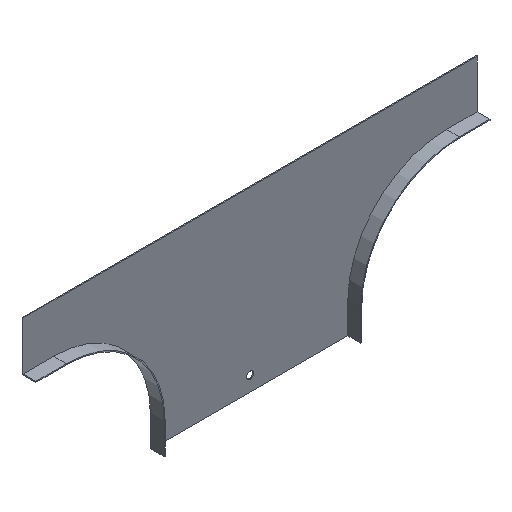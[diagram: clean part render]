
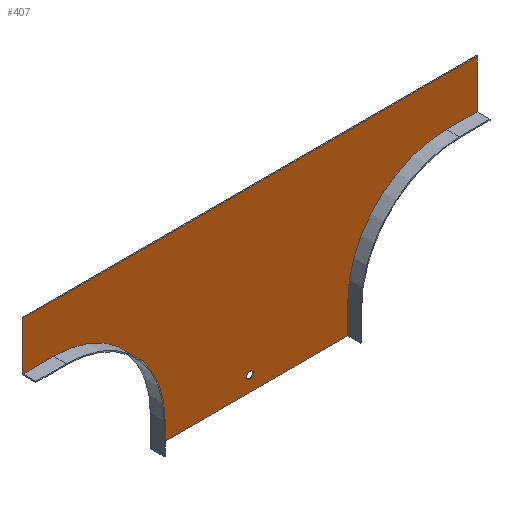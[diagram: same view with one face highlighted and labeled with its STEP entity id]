
A CAD part, isometric view. The second image highlights one B-rep face of the part: STEP entity #407.
In plain terms, the highlighted planar face has unit normal (0, -1, 0).
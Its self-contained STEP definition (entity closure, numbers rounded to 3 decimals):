
#5 = CARTESIAN_POINT ( 'NONE',  ( 99., 0., -149. ) ) ;
#6 = DIRECTION ( 'NONE',  ( -1., 0., 0. ) ) ;
#7 = DIRECTION ( 'NONE',  ( 0., 0., -1. ) ) ;
#12 = DIRECTION ( 'NONE',  ( 0., 1., 0. ) ) ;
#13 = CARTESIAN_POINT ( 'NONE',  ( 0., 0., -165. ) ) ;
#17 = CARTESIAN_POINT ( 'NONE',  ( 0., 0., -168.5 ) ) ;
#23 = DIRECTION ( 'NONE',  ( 0., 0., -1. ) ) ;
#24 = DIRECTION ( 'NONE',  ( 0., 0., 1. ) ) ;
#25 = DIRECTION ( 'NONE',  ( 0., 1., 0. ) ) ;
#26 = CARTESIAN_POINT ( 'NONE',  ( 199., 0., -149. ) ) ;
#28 = CARTESIAN_POINT ( 'NONE',  ( -99., 0., -149. ) ) ;
#37 = CARTESIAN_POINT ( 'NONE',  ( 100., 0., -180. ) ) ;
#39 = DIRECTION ( 'NONE',  ( -1., 0., 0. ) ) ;
#40 = CARTESIAN_POINT ( 'NONE',  ( 230., 0., 0. ) ) ;
#45 = CARTESIAN_POINT ( 'NONE',  ( -199., 0., -49. ) ) ;
#46 = DIRECTION ( 'NONE',  ( 0., 0., -1. ) ) ;
#51 = DIRECTION ( 'NONE',  ( 1., 0., 0. ) ) ;
#54 = CARTESIAN_POINT ( 'NONE',  ( -230., 0., 0. ) ) ;
#70 = DIRECTION ( 'NONE',  ( 0., 0., 1. ) ) ;
#71 = CARTESIAN_POINT ( 'NONE',  ( -99., 0., -180. ) ) ;
#72 = CARTESIAN_POINT ( 'NONE',  ( -230., 0., 0. ) ) ;
#73 = CARTESIAN_POINT ( 'NONE',  ( -230., 0., 0. ) ) ;
#81 = DIRECTION ( 'NONE',  ( 1., 0., 0. ) ) ;
#84 = DIRECTION ( 'NONE',  ( 0., 0., 1. ) ) ;
#85 = CARTESIAN_POINT ( 'NONE',  ( 199., 0., -49. ) ) ;
#86 = CARTESIAN_POINT ( 'NONE',  ( -199., 0., -49. ) ) ;
#87 = DIRECTION ( 'NONE',  ( 0., 0., -1. ) ) ;
#88 = DIRECTION ( 'NONE',  ( 0., -1., 0. ) ) ;
#89 = CARTESIAN_POINT ( 'NONE',  ( -199., 0., -149. ) ) ;
#94 = CARTESIAN_POINT ( 'NONE',  ( 99., 0., -180. ) ) ;
#98 = CARTESIAN_POINT ( 'NONE',  ( -230., 0., -49. ) ) ;
#102 = CARTESIAN_POINT ( 'NONE',  ( 99., 0., -149. ) ) ;
#103 = CARTESIAN_POINT ( 'NONE',  ( 230., 0., -49. ) ) ;
#111 = CARTESIAN_POINT ( 'NONE',  ( 230., 0., 0. ) ) ;
#112 = CARTESIAN_POINT ( 'NONE',  ( -199., 0., -49. ) ) ;
#129 = EDGE_LOOP ( 'NONE', ( #498 ) ) ;
#135 = EDGE_LOOP ( 'NONE', ( #161, #493, #501, #142, #149, #151, #155, #165, #167, #169 ) ) ;
#142 = ORIENTED_EDGE ( 'NONE', *, *, #631, .T. ) ;
#149 = ORIENTED_EDGE ( 'NONE', *, *, #617, .T. ) ;
#151 = ORIENTED_EDGE ( 'NONE', *, *, #630, .F. ) ;
#155 = ORIENTED_EDGE ( 'NONE', *, *, #624, .F. ) ;
#161 = ORIENTED_EDGE ( 'NONE', *, *, #608, .F. ) ;
#165 = ORIENTED_EDGE ( 'NONE', *, *, #620, .F. ) ;
#167 = ORIENTED_EDGE ( 'NONE', *, *, #628, .F. ) ;
#169 = ORIENTED_EDGE ( 'NONE', *, *, #613, .F. ) ;
#188 = DIRECTION ( 'NONE',  ( 0., 0., -1. ) ) ;
#207 = PLANE ( 'NONE',  #575 ) ;
#210 = DIRECTION ( 'NONE',  ( 0., -1., 0. ) ) ;
#221 = CARTESIAN_POINT ( 'NONE',  ( -199., 0., -149. ) ) ;
#339 = FACE_OUTER_BOUND ( 'NONE', #135, .T. ) ;
#343 = FACE_BOUND ( 'NONE', #129, .T. ) ;
#352 = CARTESIAN_POINT ( 'NONE',  ( -99., 0., -149. ) ) ;
#407 = ADVANCED_FACE ( 'NONE', ( #343, #339 ), #207, .T. ) ;
#493 = ORIENTED_EDGE ( 'NONE', *, *, #611, .F. ) ;
#498 = ORIENTED_EDGE ( 'NONE', *, *, #609, .T. ) ;
#501 = ORIENTED_EDGE ( 'NONE', *, *, #615, .T. ) ;
#503 = VERTEX_POINT ( 'NONE', #111 ) ;
#506 = VERTEX_POINT ( 'NONE', #112 ) ;
#508 = VERTEX_POINT ( 'NONE', #352 ) ;
#510 = VERTEX_POINT ( 'NONE', #98 ) ;
#511 = VERTEX_POINT ( 'NONE', #103 ) ;
#512 = VERTEX_POINT ( 'NONE', #102 ) ;
#518 = VERTEX_POINT ( 'NONE', #94 ) ;
#523 = VERTEX_POINT ( 'NONE', #85 ) ;
#528 = VERTEX_POINT ( 'NONE', #72 ) ;
#529 = VERTEX_POINT ( 'NONE', #71 ) ;
#559 = AXIS2_PLACEMENT_3D ( 'NONE', #26, #25, #23 ) ;
#564 = AXIS2_PLACEMENT_3D ( 'NONE', #89, #88, #87 ) ;
#565 = AXIS2_PLACEMENT_3D ( 'NONE', #13, #12, #7 ) ;
#575 = AXIS2_PLACEMENT_3D ( 'NONE', #221, #210, #188 ) ;
#608 = EDGE_CURVE ( 'NONE', #529, #508, #715, .T. ) ;
#609 = EDGE_CURVE ( 'NONE', #672, #672, #717, .T. ) ;
#611 = EDGE_CURVE ( 'NONE', #518, #529, #709, .T. ) ;
#613 = EDGE_CURVE ( 'NONE', #508, #506, #710, .T. ) ;
#615 = EDGE_CURVE ( 'NONE', #518, #512, #706, .T. ) ;
#617 = EDGE_CURVE ( 'NONE', #523, #511, #704, .T. ) ;
#620 = EDGE_CURVE ( 'NONE', #510, #528, #696, .T. ) ;
#624 = EDGE_CURVE ( 'NONE', #528, #503, #690, .T. ) ;
#628 = EDGE_CURVE ( 'NONE', #506, #510, #702, .T. ) ;
#630 = EDGE_CURVE ( 'NONE', #503, #511, #680, .T. ) ;
#631 = EDGE_CURVE ( 'NONE', #512, #523, #679, .T. ) ;
#672 = VERTEX_POINT ( 'NONE', #17 ) ;
#678 = VECTOR ( 'NONE', #46, 1000. ) ;
#679 = CIRCLE ( 'NONE', #559, 100. ) ;
#680 = LINE ( 'NONE', #40, #678 ) ;
#681 = VECTOR ( 'NONE', #39, 1000. ) ;
#687 = VECTOR ( 'NONE', #51, 1000. ) ;
#690 = LINE ( 'NONE', #54, #687 ) ;
#693 = VECTOR ( 'NONE', #70, 1000. ) ;
#696 = LINE ( 'NONE', #73, #693 ) ;
#699 = VECTOR ( 'NONE', #81, 1000. ) ;
#702 = LINE ( 'NONE', #45, #681 ) ;
#703 = VECTOR ( 'NONE', #84, 1000. ) ;
#704 = LINE ( 'NONE', #86, #699 ) ;
#706 = LINE ( 'NONE', #5, #703 ) ;
#707 = VECTOR ( 'NONE', #6, 1000. ) ;
#709 = LINE ( 'NONE', #37, #707 ) ;
#710 = CIRCLE ( 'NONE', #564, 100. ) ;
#715 = LINE ( 'NONE', #28, #723 ) ;
#717 = CIRCLE ( 'NONE', #565, 3.5 ) ;
#723 = VECTOR ( 'NONE', #24, 1000. ) ;
